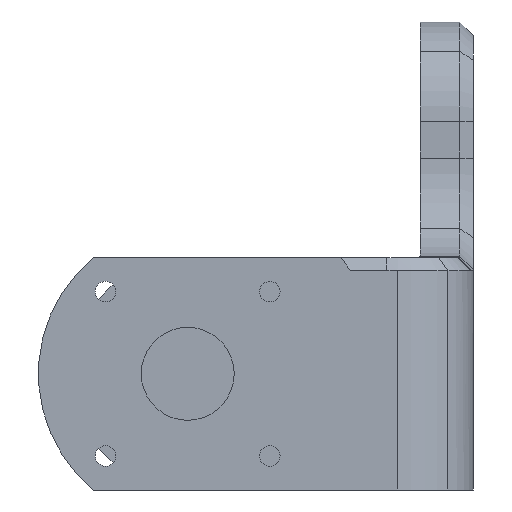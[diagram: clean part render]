
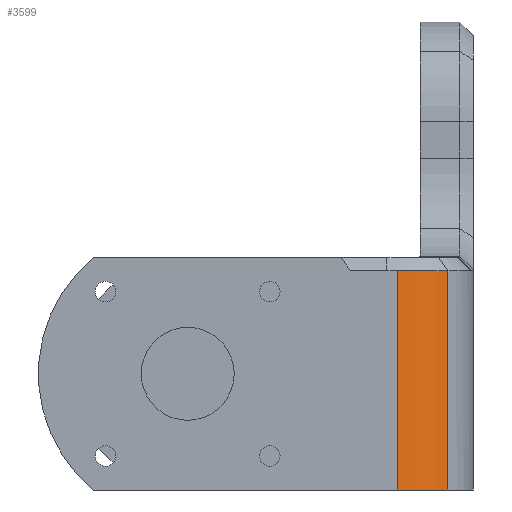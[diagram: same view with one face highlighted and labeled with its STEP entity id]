
A CAD part, left-side view. The second image highlights one B-rep face of the part: STEP entity #3599.
In plain terms, the highlighted cylindrical face has radius 13 mm (diameter 26 mm), a partial arc.
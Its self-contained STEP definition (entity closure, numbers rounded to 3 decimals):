
#396 = CARTESIAN_POINT ( 'NONE',  ( -23.289, -39.192, 0. ) ) ;
#435 = CARTESIAN_POINT ( 'NONE',  ( -27., -31.58, 0. ) ) ;
#482 = EDGE_CURVE ( 'NONE', #3044, #2348, #4507, .T. ) ;
#508 = ORIENTED_EDGE ( 'NONE', *, *, #568, .F. ) ;
#568 = EDGE_CURVE ( 'NONE', #3044, #2602, #3205, .T. ) ;
#635 = ORIENTED_EDGE ( 'NONE', *, *, #482, .T. ) ;
#671 = CIRCLE ( 'NONE', #1046, 13. ) ;
#772 = CARTESIAN_POINT ( 'NONE',  ( -27., -31.58, -17.5 ) ) ;
#815 = EDGE_CURVE ( 'NONE', #2602, #2257, #671, .T. ) ;
#915 = CARTESIAN_POINT ( 'NONE',  ( -27., -31.58, 15.5 ) ) ;
#1046 = AXIS2_PLACEMENT_3D ( 'NONE', #1795, #4430, #1929 ) ;
#1149 = DIRECTION ( 'NONE',  ( -0.707, -0.707, 0. ) ) ;
#1240 = VECTOR ( 'NONE', #1850, 1000. ) ;
#1330 = CARTESIAN_POINT ( 'NONE',  ( -23.289, -39.192, 15.5 ) ) ;
#1795 = CARTESIAN_POINT ( 'NONE',  ( -14.096, -30., 15.5 ) ) ;
#1827 = CARTESIAN_POINT ( 'NONE',  ( -14.096, -30., -17.5 ) ) ;
#1850 = DIRECTION ( 'NONE',  ( 0., 0., 1. ) ) ;
#1929 = DIRECTION ( 'NONE',  ( -0.707, -0.707, 0. ) ) ;
#2017 = ORIENTED_EDGE ( 'NONE', *, *, #2301, .F. ) ;
#2070 = DIRECTION ( 'NONE',  ( -0.707, -0.707, 0. ) ) ;
#2092 = FACE_OUTER_BOUND ( 'NONE', #2648, .T. ) ;
#2112 = ORIENTED_EDGE ( 'NONE', *, *, #815, .F. ) ;
#2170 = VECTOR ( 'NONE', #2468, 1000. ) ;
#2257 = VERTEX_POINT ( 'NONE', #1330 ) ;
#2301 = EDGE_CURVE ( 'NONE', #2257, #2348, #3192, .T. ) ;
#2348 = VERTEX_POINT ( 'NONE', #2557 ) ;
#2468 = DIRECTION ( 'NONE',  ( 0., 0., -1. ) ) ;
#2482 = AXIS2_PLACEMENT_3D ( 'NONE', #1827, #3912, #1149 ) ;
#2557 = CARTESIAN_POINT ( 'NONE',  ( -23.289, -39.192, -17.5 ) ) ;
#2602 = VERTEX_POINT ( 'NONE', #915 ) ;
#2648 = EDGE_LOOP ( 'NONE', ( #2017, #2112, #508, #635 ) ) ;
#3044 = VERTEX_POINT ( 'NONE', #772 ) ;
#3192 = LINE ( 'NONE', #396, #2170 ) ;
#3205 = LINE ( 'NONE', #435, #1240 ) ;
#3523 = DIRECTION ( 'NONE',  ( 0., 0., -1. ) ) ;
#3599 = ADVANCED_FACE ( 'NONE', ( #2092 ), #3895, .T. ) ;
#3807 = AXIS2_PLACEMENT_3D ( 'NONE', #3851, #3523, #2070 ) ;
#3851 = CARTESIAN_POINT ( 'NONE',  ( -14.096, -30., 0. ) ) ;
#3895 = CYLINDRICAL_SURFACE ( 'NONE', #3807, 13. ) ;
#3912 = DIRECTION ( 'NONE',  ( 0., 0., 1. ) ) ;
#4430 = DIRECTION ( 'NONE',  ( 0., 0., 1. ) ) ;
#4507 = CIRCLE ( 'NONE', #2482, 13. ) ;
